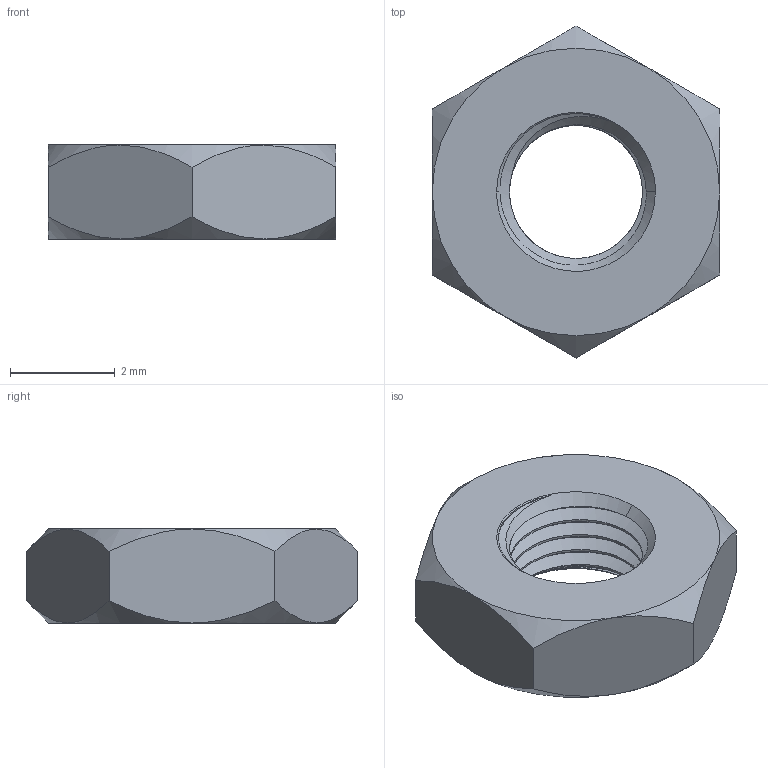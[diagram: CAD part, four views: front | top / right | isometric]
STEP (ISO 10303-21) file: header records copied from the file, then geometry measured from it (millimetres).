
FILE_DESCRIPTION (( 'STEP AP203' ), '1' );
FILE_NAME ('94450A564_Left-Hand Threaded 18-8 Stainless Steel Thin Hex Nut.STEP', '2022-07-21T04:10:10', ( 'Administrator' ), ( 'Managed by Terraform' ), 'SwSTEP 2.0', 'SolidWorks 2017', '' );
FILE_SCHEMA (( 'CONFIG_CONTROL_DESIGN' ));
Length unit declared in the file: millimetre
Products named in the file (1): 94450A564_Left-Hand Threaded 18-8 Stainless Steel Thin Hex Nut
Bounding box: 5.5 x 6.35 x 1.8 mm (x, y, z)
Volume: 35.4 mm3; surface area: 95.5 mm2
Topology: 1 solids, 1 shells, 38 faces, 100 edges, 64 vertices
Faces by surface type: cone 16, cylinder 11, plane 8, bspline 3
Entity records: 2156 total; most frequent: CARTESIAN_POINT 1286, ORIENTED_EDGE 200, DIRECTION 124, EDGE_CURVE 100, VERTEX_POINT 64, AXIS2_PLACEMENT_3D 52, B_SPLINE_CURVE_WITH_KNOTS 40, EDGE_LOOP 40
